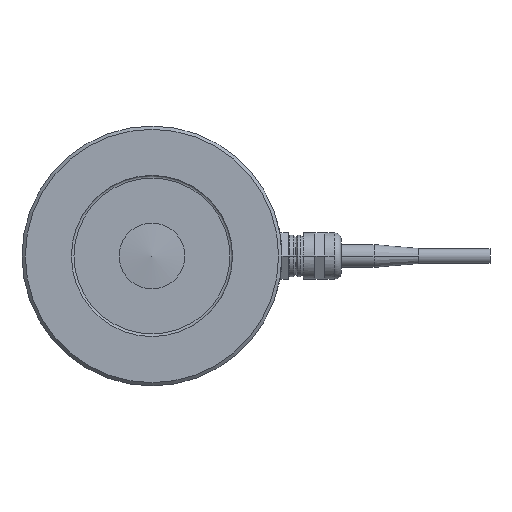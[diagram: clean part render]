
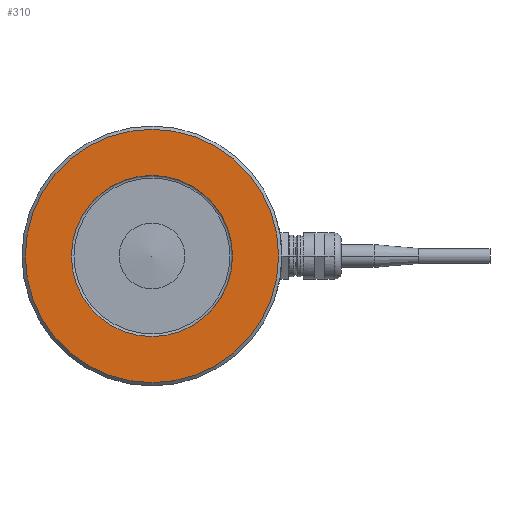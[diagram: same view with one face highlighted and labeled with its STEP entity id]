
A CAD part, front view. The second image highlights one B-rep face of the part: STEP entity #310.
In plain terms, the highlighted planar face has unit normal (0, -1, 0).
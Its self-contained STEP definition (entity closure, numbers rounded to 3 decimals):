
#310 = ADVANCED_FACE( '', ( #618, #619 ), #620, .T. );
#618 = FACE_OUTER_BOUND( '', #930, .T. );
#619 = FACE_BOUND( '', #931, .T. );
#620 = PLANE( '', #932 );
#930 = EDGE_LOOP( '', ( #1545 ) );
#931 = EDGE_LOOP( '', ( #1546 ) );
#932 = AXIS2_PLACEMENT_3D( '', #1547, #1548, #1549 );
#1545 = ORIENTED_EDGE( '', *, *, #1928, .T. );
#1546 = ORIENTED_EDGE( '', *, *, #1895, .F. );
#1547 = CARTESIAN_POINT( '', ( 0., -34., 39.5 ) );
#1548 = DIRECTION( '', ( 0., -1., 0. ) );
#1549 = DIRECTION( '', ( 1., 0., 0. ) );
#1895 = EDGE_CURVE( '', #2254, #2254, #2255, .T. );
#1928 = EDGE_CURVE( '', #2290, #2290, #2291, .T. );
#2254 = VERTEX_POINT( '', #3576 );
#2255 = CIRCLE( '', #3577, 24.5 );
#2290 = VERTEX_POINT( '', #3724 );
#2291 = CIRCLE( '', #3725, 38.5 );
#3576 = CARTESIAN_POINT( '', ( 24.5, -34., 0. ) );
#3577 = AXIS2_PLACEMENT_3D( '', #3833, #3834, #3835 );
#3724 = CARTESIAN_POINT( '', ( 38.5, -34., 0. ) );
#3725 = AXIS2_PLACEMENT_3D( '', #3839, #3840, #3841 );
#3833 = CARTESIAN_POINT( '', ( 0., -34., 0. ) );
#3834 = DIRECTION( '', ( 0., -1., 0. ) );
#3835 = DIRECTION( '', ( 1., 0., 0. ) );
#3839 = CARTESIAN_POINT( '', ( 0., -34., 0. ) );
#3840 = DIRECTION( '', ( 0., -1., 0. ) );
#3841 = DIRECTION( '', ( 1., 0., 0. ) );
